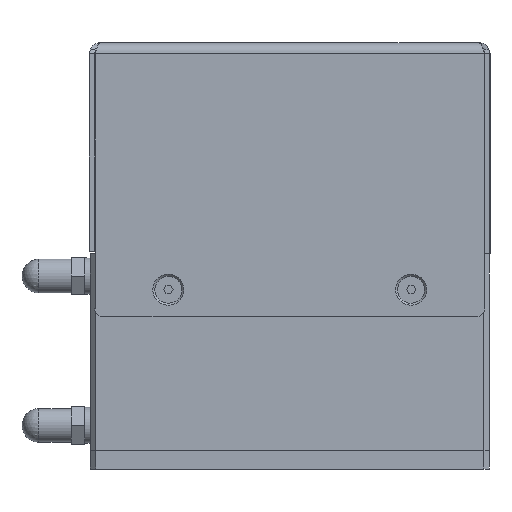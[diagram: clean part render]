
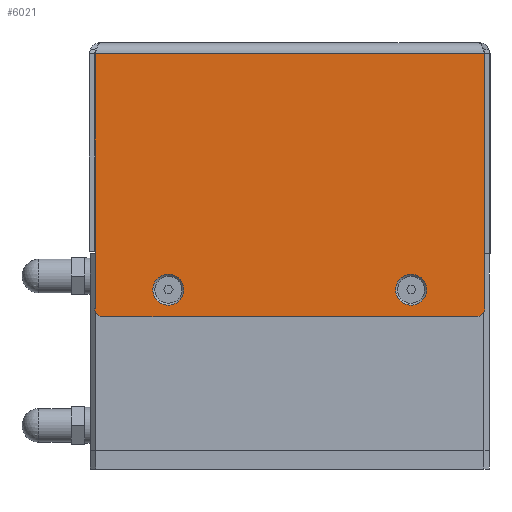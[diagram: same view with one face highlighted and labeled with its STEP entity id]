
A CAD part, left-side view. The second image highlights one B-rep face of the part: STEP entity #6021.
In plain terms, the highlighted planar face has unit normal (-1, 0, 0).
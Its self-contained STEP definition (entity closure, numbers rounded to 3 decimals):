
#204=LINE('',#9521,#620);
#210=LINE('',#9626,#626);
#213=LINE('',#9630,#629);
#217=LINE('',#9721,#633);
#220=LINE('',#9728,#636);
#221=LINE('',#9730,#637);
#620=VECTOR('',#7480,10.);
#626=VECTOR('',#7494,10.);
#629=VECTOR('',#7499,10.);
#633=VECTOR('',#7509,10.);
#636=VECTOR('',#7516,10.);
#637=VECTOR('',#7519,10.);
#1001=PLANE('',#6521);
#1264=FACE_BOUND('',#2026,.T.);
#1265=FACE_BOUND('',#2027,.T.);
#1563=FACE_OUTER_BOUND('',#2025,.T.);
#2025=EDGE_LOOP('',(#4410,#4411,#4412,#4413,#4414,#4415,#4416,#4417));
#2026=EDGE_LOOP('',(#4418));
#2027=EDGE_LOOP('',(#4419));
#2537=CIRCLE('',#6473,5.75);
#2539=CIRCLE('',#6476,5.75);
#2553=CIRCLE('',#6522,3.);
#2554=CIRCLE('',#6523,3.);
#2830=VERTEX_POINT('',#9021);
#2832=VERTEX_POINT('',#9026);
#2898=VERTEX_POINT('',#9515);
#2899=VERTEX_POINT('',#9520);
#2900=VERTEX_POINT('',#9624);
#2901=VERTEX_POINT('',#9625);
#2903=VERTEX_POINT('',#9719);
#2904=VERTEX_POINT('',#9720);
#2905=VERTEX_POINT('',#9725);
#2906=VERTEX_POINT('',#9727);
#3379=EDGE_CURVE('',#2830,#2830,#2537,.T.);
#3381=EDGE_CURVE('',#2832,#2832,#2539,.T.);
#3475=EDGE_CURVE('',#2898,#2899,#204,.T.);
#3486=EDGE_CURVE('',#2900,#2901,#210,.T.);
#3489=EDGE_CURVE('',#2901,#2898,#213,.T.);
#3496=EDGE_CURVE('',#2903,#2904,#217,.T.);
#3499=EDGE_CURVE('',#2905,#2900,#2553,.T.);
#3500=EDGE_CURVE('',#2906,#2905,#220,.T.);
#3501=EDGE_CURVE('',#2904,#2906,#2554,.T.);
#3502=EDGE_CURVE('',#2899,#2903,#221,.T.);
#4410=ORIENTED_EDGE('',*,*,#3486,.F.);
#4411=ORIENTED_EDGE('',*,*,#3499,.F.);
#4412=ORIENTED_EDGE('',*,*,#3500,.F.);
#4413=ORIENTED_EDGE('',*,*,#3501,.F.);
#4414=ORIENTED_EDGE('',*,*,#3496,.F.);
#4415=ORIENTED_EDGE('',*,*,#3502,.F.);
#4416=ORIENTED_EDGE('',*,*,#3475,.F.);
#4417=ORIENTED_EDGE('',*,*,#3489,.F.);
#4418=ORIENTED_EDGE('',*,*,#3379,.T.);
#4419=ORIENTED_EDGE('',*,*,#3381,.T.);
#6021=ADVANCED_FACE('',(#1563,#1264,#1265),#1001,.T.);
#6473=AXIS2_PLACEMENT_3D('',#9022,#7342,#7343);
#6476=AXIS2_PLACEMENT_3D('',#9027,#7348,#7349);
#6521=AXIS2_PLACEMENT_3D('',#9724,#7512,#7513);
#6522=AXIS2_PLACEMENT_3D('',#9726,#7514,#7515);
#6523=AXIS2_PLACEMENT_3D('',#9729,#7517,#7518);
#7342=DIRECTION('center_axis',(1.,0.,0.));
#7343=DIRECTION('ref_axis',(0.,-1.,0.));
#7348=DIRECTION('center_axis',(1.,0.,0.));
#7349=DIRECTION('ref_axis',(0.,-1.,0.));
#7480=DIRECTION('',(0.,-1.,0.));
#7494=DIRECTION('',(0.,-1.,0.));
#7499=DIRECTION('',(0.,0.,1.));
#7509=DIRECTION('',(0.,-1.,0.));
#7512=DIRECTION('center_axis',(-1.,0.,0.));
#7513=DIRECTION('ref_axis',(0.,-1.,0.));
#7514=DIRECTION('center_axis',(1.,0.,0.));
#7515=DIRECTION('ref_axis',(0.,0.707,-0.707));
#7516=DIRECTION('',(0.,1.,0.));
#7517=DIRECTION('center_axis',(1.,0.,0.));
#7518=DIRECTION('ref_axis',(0.,-0.707,-0.707));
#7519=DIRECTION('',(0.,0.,-1.));
#9021=CARTESIAN_POINT('',(-50.,39.25,-16.25));
#9022=CARTESIAN_POINT('Origin',(-50.,45.,-16.25));
#9026=CARTESIAN_POINT('',(-50.,-50.75,-16.25));
#9027=CARTESIAN_POINT('Origin',(-50.,-45.,-16.25));
#9515=CARTESIAN_POINT('',(-50.,72.179,71.25));
#9520=CARTESIAN_POINT('',(-50.,-72.179,71.25));
#9521=CARTESIAN_POINT('',(-50.,0.,71.25));
#9624=CARTESIAN_POINT('',(-50.,72.25,-23.25));
#9625=CARTESIAN_POINT('',(-50.,72.179,-23.25));
#9626=CARTESIAN_POINT('',(-50.,36.09,-23.25));
#9630=CARTESIAN_POINT('',(-50.,72.179,72.887));
#9719=CARTESIAN_POINT('',(-50.,-72.179,-23.25));
#9720=CARTESIAN_POINT('',(-50.,-72.25,-23.25));
#9721=CARTESIAN_POINT('',(-50.,-36.09,-23.25));
#9724=CARTESIAN_POINT('Origin',(-50.,0.,121.774));
#9725=CARTESIAN_POINT('',(-50.,69.25,-26.25));
#9726=CARTESIAN_POINT('Origin',(-50.,69.25,-23.25));
#9727=CARTESIAN_POINT('',(-50.,-69.25,-26.25));
#9728=CARTESIAN_POINT('',(-50.,-72.25,-26.25));
#9729=CARTESIAN_POINT('Origin',(-50.,-69.25,-23.25));
#9730=CARTESIAN_POINT('',(-50.,-72.179,72.887));
